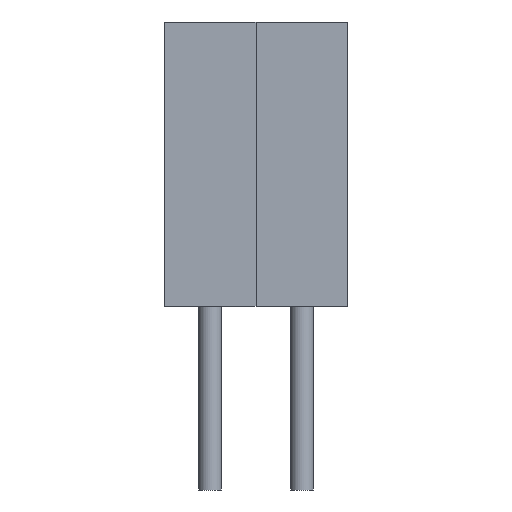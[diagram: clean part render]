
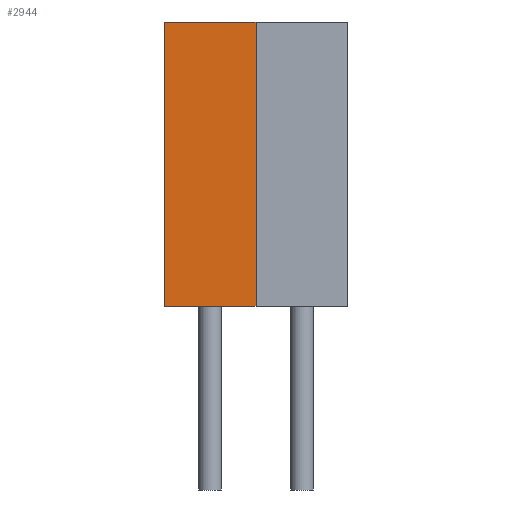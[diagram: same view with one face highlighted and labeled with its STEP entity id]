
A CAD part, left-side view. The second image highlights one B-rep face of the part: STEP entity #2944.
In plain terms, the highlighted planar face has unit normal (-1, 0, 0).
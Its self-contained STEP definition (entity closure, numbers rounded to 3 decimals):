
#2624=CARTESIAN_POINT('',(-1.27,1.27,0.762));
#2623=VERTEX_POINT('',#2624);
#2642=CARTESIAN_POINT('',(-1.27,1.27,8.636));
#2641=VERTEX_POINT('',#2642);
#2650=EDGE_CURVE('',#2623,#2641,#2655,.T.);
#2655=LINE('',#2624,#2657);
#2657=VECTOR('',#2658,7.874);
#2658=DIRECTION('',(0.0,0.0,1.0));
#2671=CARTESIAN_POINT('',(-1.27,3.81,0.762));
#2670=VERTEX_POINT('',#2671);
#2681=CARTESIAN_POINT('',(-1.27,3.81,8.636));
#2680=VERTEX_POINT('',#2681);
#2679=EDGE_CURVE('',#2680,#2670,#2684,.T.);
#2684=LINE('',#2681,#2686);
#2686=VECTOR('',#2687,7.874);
#2687=DIRECTION('',(0.0,0.0,-1.0));
#2750=EDGE_CURVE('',#2641,#2680,#2755,.T.);
#2755=LINE('',#2642,#2757);
#2757=VECTOR('',#2758,2.54);
#2758=DIRECTION('',(0.0,1.0,0.0));
#2823=EDGE_CURVE('',#2670,#2623,#2828,.T.);
#2828=LINE('',#2671,#2830);
#2830=VECTOR('',#2831,2.54);
#2831=DIRECTION('',(0.0,-1.0,0.0));
#2944=ADVANCED_FACE('',(#2950),#2945,.T.);
#2945=PLANE('',#2946);
#2946=AXIS2_PLACEMENT_3D('',#2947,#2948,#2949);
#2947=CARTESIAN_POINT('',(-1.27,1.27,8.636));
#2948=DIRECTION('',(-1.0,0.0,0.0));
#2949=DIRECTION('',(0.,0.,1.));
#2950=FACE_OUTER_BOUND('',#2951,.T.);
#2951=EDGE_LOOP('',(#2952,#2962,#2972,#2982));
#2952=ORIENTED_EDGE('',*,*,#2750,.T.);
#2962=ORIENTED_EDGE('',*,*,#2679,.T.);
#2972=ORIENTED_EDGE('',*,*,#2823,.T.);
#2982=ORIENTED_EDGE('',*,*,#2650,.T.);
